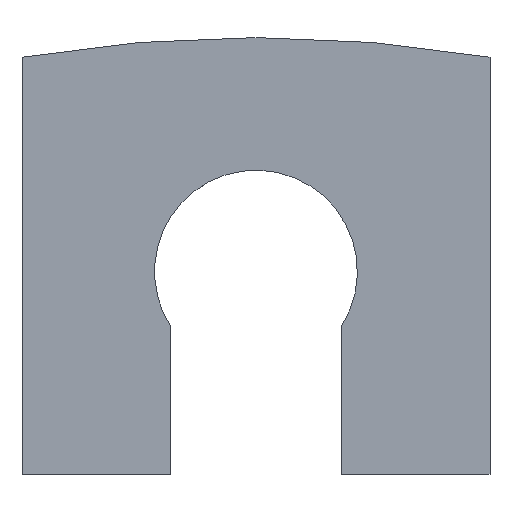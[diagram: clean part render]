
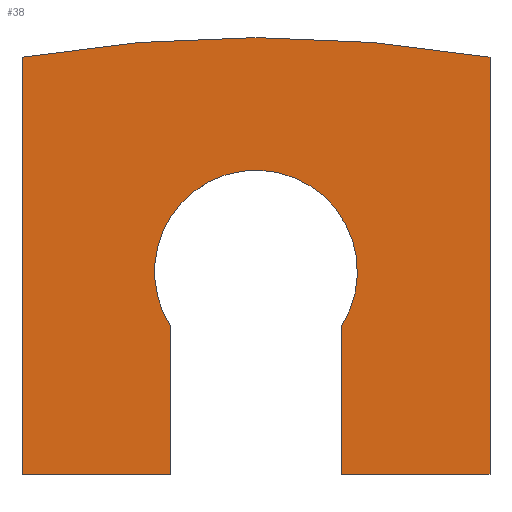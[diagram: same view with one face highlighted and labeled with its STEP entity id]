
A CAD part, top view. The second image highlights one B-rep face of the part: STEP entity #38.
In plain terms, the highlighted planar face has unit normal (0, 0, 1).
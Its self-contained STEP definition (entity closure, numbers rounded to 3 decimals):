
#38=ADVANCED_FACE('',(#79),#80,.T.);
#79=FACE_OUTER_BOUND('',#120,.T.);
#80=PLANE('',#121);
#120=EDGE_LOOP('',(#160,#161,#162,#163,#164,#165,#166,#167,#168));
#121=AXIS2_PLACEMENT_3D('',#169,#170,#171);
#160=ORIENTED_EDGE('',*,*,#256,.T.);
#161=ORIENTED_EDGE('',*,*,#257,.T.);
#162=ORIENTED_EDGE('',*,*,#258,.T.);
#163=ORIENTED_EDGE('',*,*,#259,.T.);
#164=ORIENTED_EDGE('',*,*,#260,.F.);
#165=ORIENTED_EDGE('',*,*,#254,.F.);
#166=ORIENTED_EDGE('',*,*,#261,.F.);
#167=ORIENTED_EDGE('',*,*,#262,.T.);
#168=ORIENTED_EDGE('',*,*,#263,.T.);
#169=CARTESIAN_POINT('',(0.0,0.0,0.0));
#170=DIRECTION('',(0.0,0.0,1.0));
#171=DIRECTION('',(1.0,-0.0,0.0));
#254=EDGE_CURVE('',#295,#291,#297,.T.);
#256=EDGE_CURVE('',#299,#300,#301,.T.);
#257=EDGE_CURVE('',#300,#302,#303,.T.);
#258=EDGE_CURVE('',#302,#304,#305,.T.);
#259=EDGE_CURVE('',#304,#306,#307,.T.);
#260=EDGE_CURVE('',#291,#306,#308,.T.);
#261=EDGE_CURVE('',#309,#295,#310,.T.);
#262=EDGE_CURVE('',#309,#311,#312,.T.);
#263=EDGE_CURVE('',#311,#299,#313,.T.);
#291=VERTEX_POINT('',#348);
#295=VERTEX_POINT('',#353);
#297=CIRCLE('',#356,6.5);
#299=VERTEX_POINT('',#358);
#300=VERTEX_POINT('',#359);
#301=CIRCLE('',#360,90.0);
#302=VERTEX_POINT('',#361);
#303=LINE('',#362,#363);
#304=VERTEX_POINT('',#364);
#305=LINE('',#365,#366);
#306=VERTEX_POINT('',#367);
#307=LINE('',#368,#369);
#308=CIRCLE('',#370,6.5);
#309=VERTEX_POINT('',#371);
#310=LINE('',#372,#373);
#311=VERTEX_POINT('',#374);
#312=LINE('',#375,#376);
#313=LINE('',#377,#378);
#348=CARTESIAN_POINT('',(-5.5,3.464,0.0));
#353=CARTESIAN_POINT('',(5.5,-3.464,0.0));
#356=AXIS2_PLACEMENT_3D('',#429,#430,#431);
#358=CARTESIAN_POINT('',(15.0,13.741,0.0));
#359=CARTESIAN_POINT('',(-15.0,13.741,0.0));
#360=AXIS2_PLACEMENT_3D('',#432,#433,#434);
#361=CARTESIAN_POINT('',(-15.0,-13.0,0.0));
#362=CARTESIAN_POINT('',(-15.0,13.741,0.0));
#363=VECTOR('',#435,26.741);
#364=CARTESIAN_POINT('',(-5.5,-13.0,0.0));
#365=CARTESIAN_POINT('',(-15.0,-13.0,0.0));
#366=VECTOR('',#436,9.5);
#367=CARTESIAN_POINT('',(-5.5,-3.464,0.0));
#368=CARTESIAN_POINT('',(-5.5,-13.0,0.0));
#369=VECTOR('',#437,9.536);
#370=AXIS2_PLACEMENT_3D('',#438,#439,#440);
#371=CARTESIAN_POINT('',(5.5,-13.0,0.0));
#372=CARTESIAN_POINT('',(5.5,-13.0,0.0));
#373=VECTOR('',#441,9.536);
#374=CARTESIAN_POINT('',(15.0,-13.0,0.0));
#375=CARTESIAN_POINT('',(5.5,-13.0,0.0));
#376=VECTOR('',#442,9.5);
#377=CARTESIAN_POINT('',(15.0,-13.0,0.0));
#378=VECTOR('',#443,26.741);
#429=CARTESIAN_POINT('',(0.0,0.0,0.0));
#430=DIRECTION('',(0.0,0.0,1.0));
#431=DIRECTION('',(0.846,-0.533,0.0));
#432=CARTESIAN_POINT('',(0.0,-75.0,0.0));
#433=DIRECTION('',(0.0,-0.0,1.0));
#434=DIRECTION('',(0.167,0.986,0.0));
#435=DIRECTION('',(0.0,-1.0,0.0));
#436=DIRECTION('',(1.0,0.0,0.0));
#437=DIRECTION('',(0.0,1.0,0.0));
#438=CARTESIAN_POINT('',(0.0,0.0,0.0));
#439=DIRECTION('',(0.0,0.0,1.0));
#440=DIRECTION('',(0.846,-0.533,0.0));
#441=DIRECTION('',(0.0,1.0,0.0));
#442=DIRECTION('',(1.0,0.0,0.0));
#443=DIRECTION('',(0.0,1.0,0.0));
